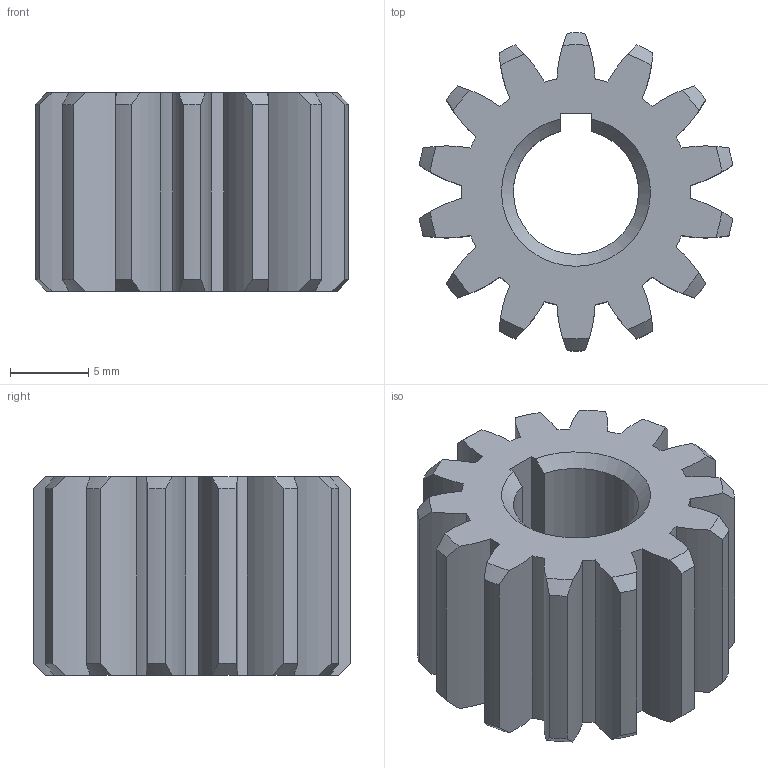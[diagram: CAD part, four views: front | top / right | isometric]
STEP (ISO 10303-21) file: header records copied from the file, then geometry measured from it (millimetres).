
FILE_DESCRIPTION (( 'STEP AP214' ), '1' );
FILE_NAME ('am-0034 14T 20DP 14.5PA 8mm Key Bore Gear.STEP', '2020-05-01T16:06:29', ( '' ), ( '' ), 'SwSTEP 2.0', 'SolidWorks 2019', '' );
FILE_SCHEMA (( 'AUTOMOTIVE_DESIGN' ));
Length unit declared in the file: inch
Products named in the file (1): am-0034 14T 20DP 14.5PA 8mm Key Bore Gear
Bounding box: 20.03 x 20.32 x 12.7 mm (x, y, z)
Volume: 2443.6 mm3; surface area: 2113 mm2
Topology: 1 solids, 1 shells, 92 faces, 270 edges, 180 vertices
Faces by surface type: cylinder 57, cone 30, plane 5
Entity records: 3242 total; most frequent: CARTESIAN_POINT 723, ORIENTED_EDGE 540, DIRECTION 540, EDGE_CURVE 270, AXIS2_PLACEMENT_3D 237, VERTEX_POINT 180, CIRCLE 144, EDGE_LOOP 94
